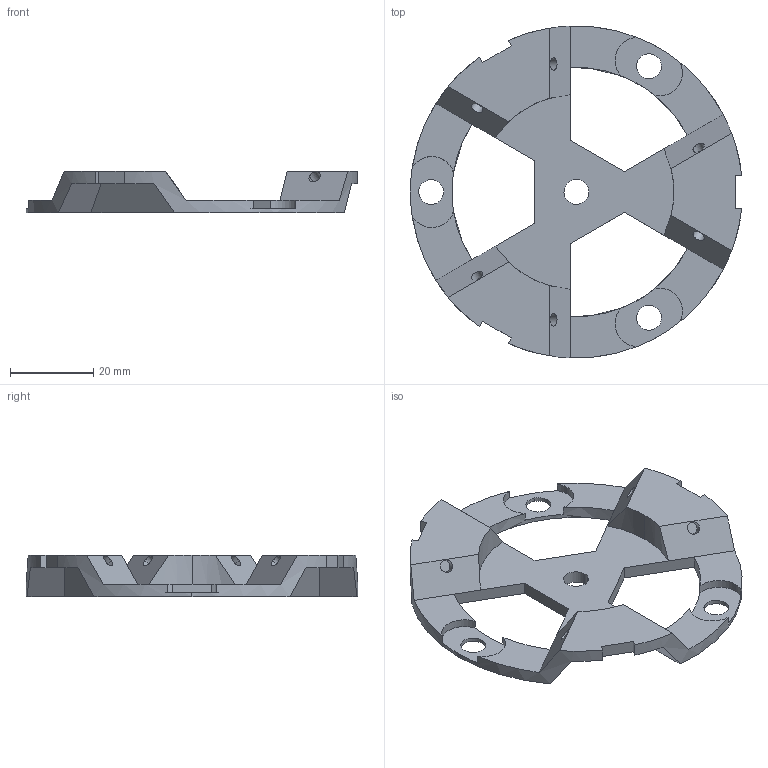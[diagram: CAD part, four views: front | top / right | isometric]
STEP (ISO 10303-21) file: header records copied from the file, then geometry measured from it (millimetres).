
FILE_DESCRIPTION (( 'STEP AP203' ), '1' );
FILE_NAME ('Bottom_Stewart_Platform_V8.CATPart_Default_sldprt.STEP', '2019-12-11T12:53:11', ( '' ), ( '' ), 'SwSTEP 2.0', 'SolidWorks 2018', '' );
FILE_SCHEMA (( 'CONFIG_CONTROL_DESIGN' ));
Length unit declared in the file: millimetre
Products named in the file (1): Bottom_Stewart_Platform_V8.CATPart_Default_sldprt
Bounding box: 79.8 x 79.94 x 10 mm (x, y, z)
Volume: 13582.4 mm3; surface area: 10080.3 mm2
Topology: 1 solids, 1 shells, 99 faces, 270 edges, 176 vertices
Faces by surface type: plane 56, cylinder 43
Entity records: 3317 total; most frequent: CARTESIAN_POINT 636, DIRECTION 562, ORIENTED_EDGE 540, EDGE_CURVE 270, AXIS2_PLACEMENT_3D 210, VERTEX_POINT 176, VECTOR 142, LINE 142
